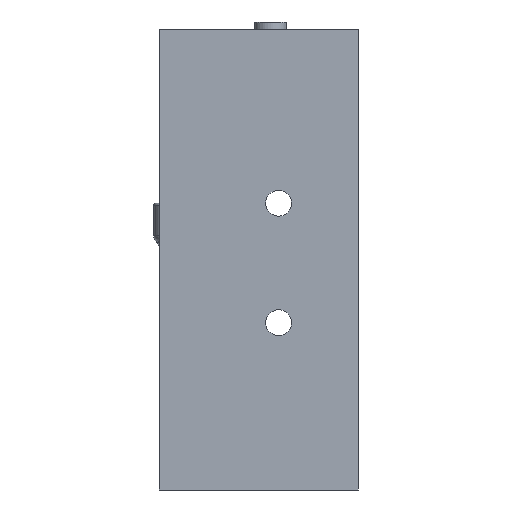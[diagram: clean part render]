
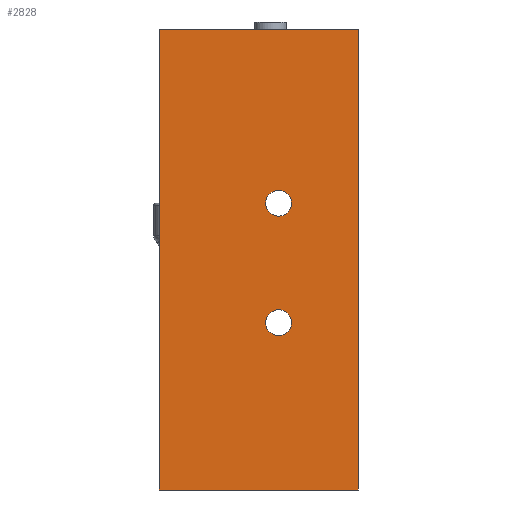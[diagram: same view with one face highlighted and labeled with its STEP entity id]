
A CAD part, front view. The second image highlights one B-rep face of the part: STEP entity #2828.
In plain terms, the highlighted planar face has unit normal (0, -1, 0).
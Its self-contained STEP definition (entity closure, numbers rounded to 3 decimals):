
#67=FACE_BOUND('',#639,.T.);
#68=FACE_BOUND('',#640,.T.);
#182=PLANE('',#3118);
#441=FACE_OUTER_BOUND('',#638,.T.);
#638=EDGE_LOOP('',(#2618,#2619,#2620,#2621));
#639=EDGE_LOOP('',(#2622));
#640=EDGE_LOOP('',(#2623));
#895=LINE('',#4712,#1157);
#904=LINE('',#4728,#1166);
#905=LINE('',#4730,#1167);
#906=LINE('',#4731,#1168);
#1157=VECTOR('',#3903,10.);
#1166=VECTOR('',#3916,10.);
#1167=VECTOR('',#3919,10.);
#1168=VECTOR('',#3920,10.);
#1264=CIRCLE('',#3097,3.25);
#1270=CIRCLE('',#3106,3.25);
#1499=VERTEX_POINT('',#4673);
#1505=VERTEX_POINT('',#4690);
#1511=VERTEX_POINT('',#4709);
#1512=VERTEX_POINT('',#4711);
#1516=VERTEX_POINT('',#4724);
#1517=VERTEX_POINT('',#4726);
#1862=EDGE_CURVE('',#1499,#1499,#1264,.T.);
#1870=EDGE_CURVE('',#1505,#1505,#1270,.T.);
#1878=EDGE_CURVE('',#1511,#1512,#895,.T.);
#1887=EDGE_CURVE('',#1516,#1517,#904,.T.);
#1888=EDGE_CURVE('',#1511,#1516,#905,.T.);
#1889=EDGE_CURVE('',#1512,#1517,#906,.T.);
#2618=ORIENTED_EDGE('',*,*,#1888,.T.);
#2619=ORIENTED_EDGE('',*,*,#1887,.T.);
#2620=ORIENTED_EDGE('',*,*,#1889,.F.);
#2621=ORIENTED_EDGE('',*,*,#1878,.F.);
#2622=ORIENTED_EDGE('',*,*,#1862,.T.);
#2623=ORIENTED_EDGE('',*,*,#1870,.T.);
#2828=ADVANCED_FACE('',(#441,#67,#68),#182,.T.);
#3097=AXIS2_PLACEMENT_3D('',#4675,#3860,#3861);
#3106=AXIS2_PLACEMENT_3D('',#4692,#3880,#3881);
#3118=AXIS2_PLACEMENT_3D('',#4729,#3917,#3918);
#3860=DIRECTION('center_axis',(0.,1.,0.));
#3861=DIRECTION('ref_axis',(1.,0.,0.));
#3880=DIRECTION('center_axis',(0.,1.,0.));
#3881=DIRECTION('ref_axis',(1.,0.,0.));
#3903=DIRECTION('',(0.,0.,1.));
#3916=DIRECTION('',(0.,0.,1.));
#3917=DIRECTION('center_axis',(0.,-1.,0.));
#3918=DIRECTION('ref_axis',(1.,0.,0.));
#3919=DIRECTION('',(1.,0.,0.));
#3920=DIRECTION('',(1.,0.,0.));
#4673=CARTESIAN_POINT('',(26.75,0.,72.));
#4675=CARTESIAN_POINT('Origin',(30.,0.,72.));
#4690=CARTESIAN_POINT('',(26.75,0.,42.));
#4692=CARTESIAN_POINT('Origin',(30.,0.,42.));
#4709=CARTESIAN_POINT('',(0.,0.,0.));
#4711=CARTESIAN_POINT('',(0.,0.,115.5));
#4712=CARTESIAN_POINT('',(0.,0.,0.));
#4724=CARTESIAN_POINT('',(50.,0.,0.));
#4726=CARTESIAN_POINT('',(50.,0.,115.5));
#4728=CARTESIAN_POINT('',(50.,0.,0.));
#4729=CARTESIAN_POINT('Origin',(0.,0.,0.));
#4730=CARTESIAN_POINT('',(0.,0.,0.));
#4731=CARTESIAN_POINT('',(0.,0.,115.5));
